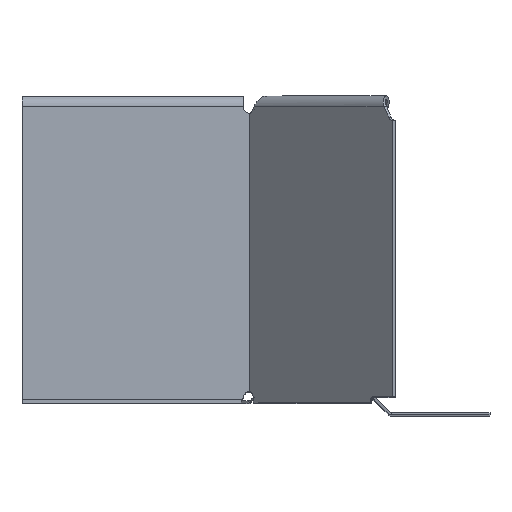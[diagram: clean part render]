
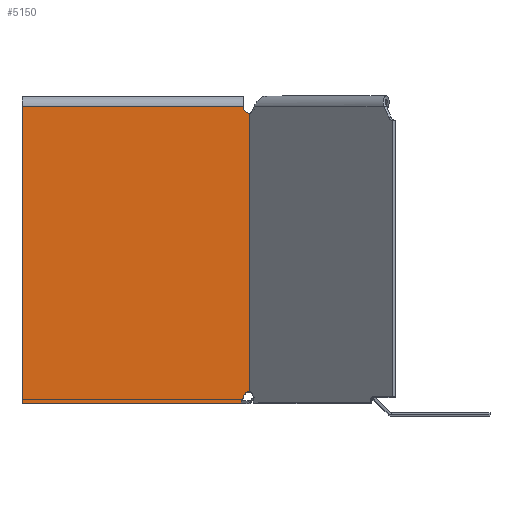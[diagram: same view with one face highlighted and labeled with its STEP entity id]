
A CAD part, top view. The second image highlights one B-rep face of the part: STEP entity #5150.
In plain terms, the highlighted face is planar.
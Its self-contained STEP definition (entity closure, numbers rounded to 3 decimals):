
#27 = VERTEX_POINT ( 'NONE', #5054 ) ;
#137 = CARTESIAN_POINT ( 'NONE',  ( -79.187, 101., -6.75 ) ) ;
#245 = DIRECTION ( 'NONE',  ( 0., 0., -1. ) ) ;
#281 = CARTESIAN_POINT ( 'NONE',  ( -76.361, 0., -6.75 ) ) ;
#299 = CARTESIAN_POINT ( 'NONE',  ( -77.1, 103.25, -6.75 ) ) ;
#319 = CARTESIAN_POINT ( 'NONE',  ( -79.118, 101., -6.75 ) ) ;
#333 = ORIENTED_EDGE ( 'NONE', *, *, #1745, .F. ) ;
#412 = CARTESIAN_POINT ( 'NONE',  ( 0., 0., -6.75 ) ) ;
#568 = ORIENTED_EDGE ( 'NONE', *, *, #5522, .T. ) ;
#730 = CARTESIAN_POINT ( 'NONE',  ( -79.187, 101., -6.75 ) ) ;
#734 = ORIENTED_EDGE ( 'NONE', *, *, #952, .F. ) ;
#793 = CARTESIAN_POINT ( 'NONE',  ( -77.1, 1.75, -6.75 ) ) ;
#819 = EDGE_CURVE ( 'NONE', #826, #2348, #1912, .T. ) ;
#826 = VERTEX_POINT ( 'NONE', #137 ) ;
#837 = CARTESIAN_POINT ( 'NONE',  ( -79.049, 101.015, -6.75 ) ) ;
#925 = CARTESIAN_POINT ( 'NONE',  ( -206.54, 0., -6.75 ) ) ;
#952 = EDGE_CURVE ( 'NONE', #2786, #826, #5685, .T. ) ;
#1075 = CARTESIAN_POINT ( 'NONE',  ( -79.049, 3.985, -6.75 ) ) ;
#1106 = CARTESIAN_POINT ( 'NONE',  ( -76.443, 0.306, -6.75 ) ) ;
#1195 = CARTESIAN_POINT ( 'NONE',  ( -76.547, 0.607, -6.75 ) ) ;
#1279 = DIRECTION ( 'NONE',  ( 0., 0., -1. ) ) ;
#1345 = DIRECTION ( 'NONE',  ( 0., 0., 1. ) ) ;
#1354 = CARTESIAN_POINT ( 'NONE',  ( -77.1, 1.75, -6.75 ) ) ;
#1408 = CARTESIAN_POINT ( 'NONE',  ( -78.98, 101.031, -6.75 ) ) ;
#1532 = EDGE_CURVE ( 'NONE', #3219, #2786, #4427, .T. ) ;
#1551 = CARTESIAN_POINT ( 'NONE',  ( -79.187, 0., -6.75 ) ) ;
#1561 = DIRECTION ( 'NONE',  ( 0., 1., 0. ) ) ;
#1624 = CARTESIAN_POINT ( 'NONE',  ( -206.54, 103.25, -6.75 ) ) ;
#1745 = EDGE_CURVE ( 'NONE', #3004, #5412, #2712, .T. ) ;
#1812 = DIRECTION ( 'NONE',  ( 0., 1., 0. ) ) ;
#1860 = PLANE ( 'NONE',  #4277 ) ;
#1912 = LINE ( 'NONE', #1551, #5623 ) ;
#2008 = VERTEX_POINT ( 'NONE', #3831 ) ;
#2072 = EDGE_LOOP ( 'NONE', ( #5629, #4757, #4615, #734, #2758, #2082, #333, #2437, #568, #2241 ) ) ;
#2082 = ORIENTED_EDGE ( 'NONE', *, *, #4604, .T. ) ;
#2191 = DIRECTION ( 'NONE',  ( 0., 1., 0. ) ) ;
#2241 = ORIENTED_EDGE ( 'NONE', *, *, #4475, .F. ) ;
#2348 = VERTEX_POINT ( 'NONE', #2759 ) ;
#2429 = VECTOR ( 'NONE', #4483, 1000. ) ;
#2437 = ORIENTED_EDGE ( 'NONE', *, *, #3100, .T. ) ;
#2486 = CARTESIAN_POINT ( 'NONE',  ( -206.54, 0., -6.75 ) ) ;
#2526 = CARTESIAN_POINT ( 'NONE',  ( -76.95, 1.47, -6.75 ) ) ;
#2625 = LINE ( 'NONE', #4141, #2429 ) ;
#2712 = LINE ( 'NONE', #5395, #5436 ) ;
#2740 = CARTESIAN_POINT ( 'NONE',  ( 0., 103.25, -6.75 ) ) ;
#2743 = DIRECTION ( 'NONE',  ( -1., 0., 0. ) ) ;
#2756 = EDGE_CURVE ( 'NONE', #2008, #4281, #4916, .T. ) ;
#2758 = ORIENTED_EDGE ( 'NONE', *, *, #1532, .F. ) ;
#2759 = CARTESIAN_POINT ( 'NONE',  ( -79.187, 4., -6.75 ) ) ;
#2775 = EDGE_CURVE ( 'NONE', #2008, #2348, #4763, .T. ) ;
#2786 = VERTEX_POINT ( 'NONE', #1408 ) ;
#2887 = DIRECTION ( 'NONE',  ( -1., 0., 0. ) ) ;
#2898 = CARTESIAN_POINT ( 'NONE',  ( -76.8, 1.19, -6.75 ) ) ;
#3004 = VERTEX_POINT ( 'NONE', #5588 ) ;
#3100 = EDGE_CURVE ( 'NONE', #3004, #3271, #2625, .T. ) ;
#3219 = VERTEX_POINT ( 'NONE', #299 ) ;
#3271 = VERTEX_POINT ( 'NONE', #412 ) ;
#3459 = VECTOR ( 'NONE', #2887, 1000. ) ;
#3699 = DIRECTION ( 'NONE',  ( 0., -1., 0. ) ) ;
#3791 = AXIS2_PLACEMENT_3D ( 'NONE', #5099, #245, #1561 ) ;
#3831 = CARTESIAN_POINT ( 'NONE',  ( -78.98, 3.969, -6.75 ) ) ;
#3839 = CARTESIAN_POINT ( 'NONE',  ( -78.98, 101.031, -6.75 ) ) ;
#4054 = CARTESIAN_POINT ( 'NONE',  ( -78.98, 3.969, -6.75 ) ) ;
#4141 = CARTESIAN_POINT ( 'NONE',  ( 0., 1.75, -6.75 ) ) ;
#4277 = AXIS2_PLACEMENT_3D ( 'NONE', #925, #1345, #2743 ) ;
#4281 = VERTEX_POINT ( 'NONE', #1354 ) ;
#4361 = VECTOR ( 'NONE', #5527, 1000. ) ;
#4364 = AXIS2_PLACEMENT_3D ( 'NONE', #5646, #1279, #1812 ) ;
#4427 = CIRCLE ( 'NONE', #3791, 2.25 ) ;
#4460 = CARTESIAN_POINT ( 'NONE',  ( -79.187, 4., -6.75 ) ) ;
#4475 = EDGE_CURVE ( 'NONE', #4281, #27, #4959, .T. ) ;
#4483 = DIRECTION ( 'NONE',  ( 0., -1., 0. ) ) ;
#4539 = FACE_OUTER_BOUND ( 'NONE', #2072, .T. ) ;
#4604 = EDGE_CURVE ( 'NONE', #3219, #5412, #5074, .T. ) ;
#4615 = ORIENTED_EDGE ( 'NONE', *, *, #819, .F. ) ;
#4757 = ORIENTED_EDGE ( 'NONE', *, *, #2775, .T. ) ;
#4763 = B_SPLINE_CURVE_WITH_KNOTS ( 'NONE', 3,
 ( #4054, #1075, #5007, #4460 ),
 .UNSPECIFIED., .F., .F.,
 ( 4, 4 ),
 ( 0.002, 0.002 ),
 .UNSPECIFIED. ) ;
#4916 = CIRCLE ( 'NONE', #4364, 2.25 ) ;
#4959 = B_SPLINE_CURVE_WITH_KNOTS ( 'NONE', 3,
 ( #793, #2526, #2898, #1195, #1106, #281 ),
 .UNSPECIFIED., .F., .F.,
 ( 4, 2, 4 ),
 ( 0.005, 0.006, 0.006 ),
 .UNSPECIFIED. ) ;
#5007 = CARTESIAN_POINT ( 'NONE',  ( -79.118, 4., -6.75 ) ) ;
#5054 = CARTESIAN_POINT ( 'NONE',  ( -76.361, 0., -6.75 ) ) ;
#5074 = LINE ( 'NONE', #1624, #4361 ) ;
#5099 = CARTESIAN_POINT ( 'NONE',  ( -79.35, 103.25, -6.75 ) ) ;
#5123 = LINE ( 'NONE', #2486, #3459 ) ;
#5150 = ADVANCED_FACE ( 'NONE', ( #4539 ), #1860, .F. ) ;
#5395 = CARTESIAN_POINT ( 'NONE',  ( 0., 0., -6.75 ) ) ;
#5412 = VERTEX_POINT ( 'NONE', #2740 ) ;
#5436 = VECTOR ( 'NONE', #2191, 1000. ) ;
#5522 = EDGE_CURVE ( 'NONE', #3271, #27, #5123, .T. ) ;
#5527 = DIRECTION ( 'NONE',  ( 1., 0., 0. ) ) ;
#5588 = CARTESIAN_POINT ( 'NONE',  ( 0., 1.75, -6.75 ) ) ;
#5623 = VECTOR ( 'NONE', #3699, 1000. ) ;
#5629 = ORIENTED_EDGE ( 'NONE', *, *, #2756, .F. ) ;
#5646 = CARTESIAN_POINT ( 'NONE',  ( -79.35, 1.75, -6.75 ) ) ;
#5685 = B_SPLINE_CURVE_WITH_KNOTS ( 'NONE', 3,
 ( #3839, #837, #319, #730 ),
 .UNSPECIFIED., .F., .F.,
 ( 4, 4 ),
 ( 0.002, 0.002 ),
 .UNSPECIFIED. ) ;
